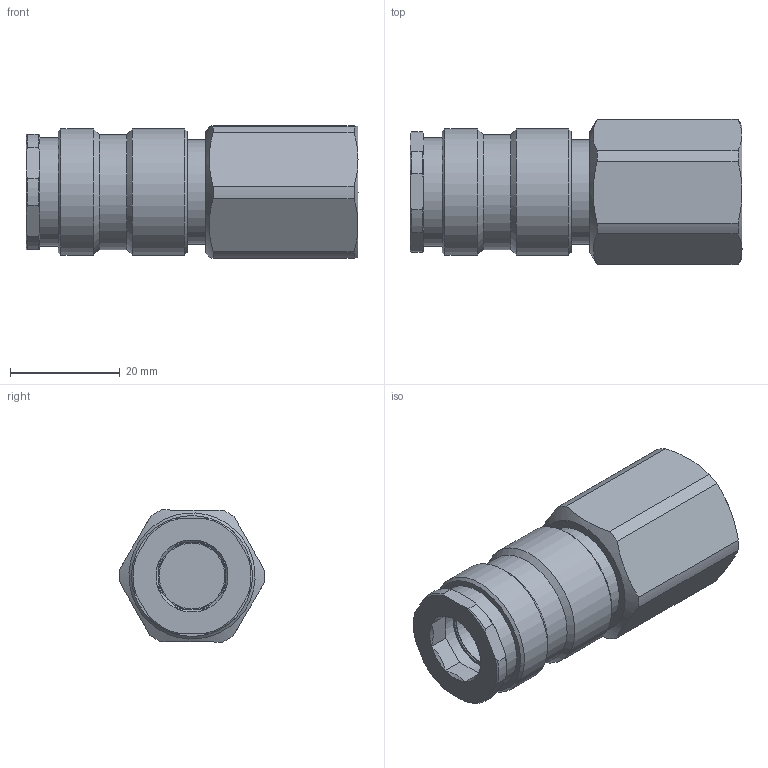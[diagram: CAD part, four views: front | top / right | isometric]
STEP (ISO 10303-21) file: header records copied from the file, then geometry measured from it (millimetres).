
FILE_DESCRIPTION(/* description */ (''),/* implementation_level */ '2;1');
FILE_NAME(/* name */ 'ESIFK 12 IR.stp',/* time_stamp */ '2021-09-08T06:53:38+02:00',/* author */ ('Fabian.schmidt'),/* organization */ (''),/* preprocessor_version */ 'ST-DEVELOPER v17',/* originating_system */ 'Autodesk Inventor 2018',/* authorisation */ '0 mm^3');
FILE_SCHEMA (('AUTOMOTIVE_DESIGN { 1 0 10303 214 3 1 1 }'));
Length unit declared in the file: millimetre
Products named in the file (1): LUE_00027481
Bounding box: 60.5 x 26.5 x 24.07 mm (x, y, z)
Volume: 19970.4 mm3; surface area: 7457.7 mm2
Topology: 1 solids, 1 shells, 91 faces, 233 edges, 156 vertices
Faces by surface type: plane 34, cone 34, cylinder 23
Full cylindrical faces by diameter (mm): 12 x2, 13.5 x1, 18.631 x1, 19 x1, 19.3 x1, 19.75 x1, 20 x1, 21 x1, 23 x2
Entity records: 2894 total; most frequent: CARTESIAN_POINT 581, ORIENTED_EDGE 466, DIRECTION 463, EDGE_CURVE 233, AXIS2_PLACEMENT_3D 188, VERTEX_POINT 156, EDGE_LOOP 103, CIRCLE 96
